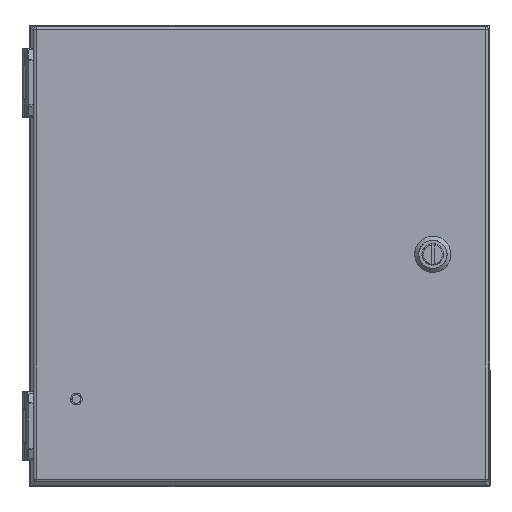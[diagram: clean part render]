
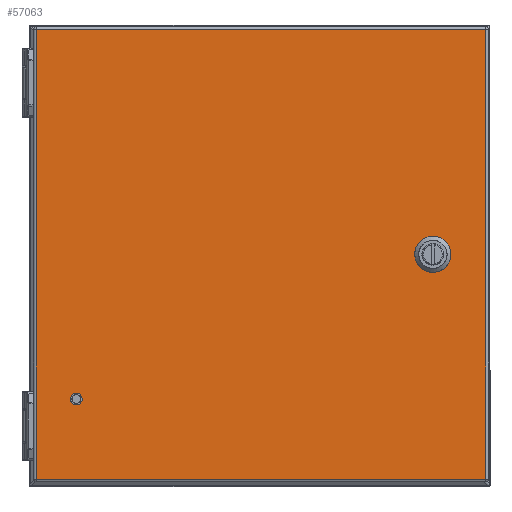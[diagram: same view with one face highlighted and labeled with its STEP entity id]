
A CAD part, top view. The second image highlights one B-rep face of the part: STEP entity #57063.
In plain terms, the highlighted planar face has unit normal (0, 0, 1).
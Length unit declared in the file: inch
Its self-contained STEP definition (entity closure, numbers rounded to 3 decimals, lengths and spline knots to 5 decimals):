
#201 = FACE_BOUND ( 'NONE', #25501, .T. ) ;
#588 = CARTESIAN_POINT ( 'NONE',  ( 3.8399, -0.30753, 6.18453 ) ) ;
#1488 = LINE ( 'NONE', #26648, #59594 ) ;
#1620 = DIRECTION ( 'NONE',  ( 1., 0., 0. ) ) ;
#2003 = EDGE_CURVE ( 'NONE', #11763, #20966, #42947, .T. ) ;
#2688 = VERTEX_POINT ( 'NONE', #52727 ) ;
#5233 = EDGE_CURVE ( 'NONE', #11763, #41958, #19177, .T. ) ;
#5457 = ORIENTED_EDGE ( 'NONE', *, *, #38936, .T. ) ;
#5530 = LINE ( 'NONE', #41167, #36441 ) ;
#5713 = VECTOR ( 'NONE', #62480, 39.37008 ) ;
#6144 = FACE_BOUND ( 'NONE', #35339, .T. ) ;
#7261 = CARTESIAN_POINT ( 'NONE',  ( 4.05899, 0.08845, 6.18453 ) ) ;
#7296 = CARTESIAN_POINT ( 'NONE',  ( -4.9107, 4.91016, 6.18453 ) ) ;
#7517 = ORIENTED_EDGE ( 'NONE', *, *, #32407, .T. ) ;
#8757 = DIRECTION ( 'NONE',  ( -0.707, -0.707, 0. ) ) ;
#9483 = CARTESIAN_POINT ( 'NONE',  ( 4.90945, 4.91016, 6.18453 ) ) ;
#10410 = CARTESIAN_POINT ( 'NONE',  ( 3.44392, 0.08845, 6.18453 ) ) ;
#11763 = VERTEX_POINT ( 'NONE', #12496 ) ;
#11825 = VECTOR ( 'NONE', #55866, 39.37008 ) ;
#12496 = CARTESIAN_POINT ( 'NONE',  ( 3.66301, -0.30753, 6.18453 ) ) ;
#14151 = CARTESIAN_POINT ( 'NONE',  ( -4.9107, -4.97, 6.18453 ) ) ;
#15318 = CARTESIAN_POINT ( 'NONE',  ( -4.9707, 4.91016, 6.18453 ) ) ;
#15557 = EDGE_CURVE ( 'NONE', #55966, #20966, #53922, .T. ) ;
#16747 = CARTESIAN_POINT ( 'NONE',  ( 4.05899, -0.08845, 6.18453 ) ) ;
#17209 = VERTEX_POINT ( 'NONE', #9483 ) ;
#17325 = ORIENTED_EDGE ( 'NONE', *, *, #38989, .T. ) ;
#18548 = EDGE_CURVE ( 'NONE', #28377, #28377, #24692, .T. ) ;
#18969 = VERTEX_POINT ( 'NONE', #33446 ) ;
#19177 = LINE ( 'NONE', #39257, #21573 ) ;
#19715 = FACE_OUTER_BOUND ( 'NONE', #39923, .T. ) ;
#20966 = VERTEX_POINT ( 'NONE', #588 ) ;
#20989 = EDGE_CURVE ( 'NONE', #18969, #24384, #5530, .T. ) ;
#21059 = ORIENTED_EDGE ( 'NONE', *, *, #48864, .F. ) ;
#21533 = DIRECTION ( 'NONE',  ( 0., 0., 1. ) ) ;
#21573 = VECTOR ( 'NONE', #59467, 39.37008 ) ;
#21734 = CARTESIAN_POINT ( 'NONE',  ( 3.75145, 0., 6.18453 ) ) ;
#22060 = DIRECTION ( 'NONE',  ( 0., 0., 1. ) ) ;
#22353 = CARTESIAN_POINT ( 'NONE',  ( 0.99945, 0., 6.18453 ) ) ;
#23305 = CARTESIAN_POINT ( 'NONE',  ( 4.90945, -4.91, 6.18453 ) ) ;
#23358 = ORIENTED_EDGE ( 'NONE', *, *, #47154, .F. ) ;
#23784 = ORIENTED_EDGE ( 'NONE', *, *, #59276, .T. ) ;
#24384 = VERTEX_POINT ( 'NONE', #23305 ) ;
#24692 = CIRCLE ( 'NONE', #26784, 0.09805 ) ;
#25501 = EDGE_LOOP ( 'NONE', ( #50260, #23784, #21059, #7517, #23358, #58674, #31552, #50868 ) ) ;
#25965 = DIRECTION ( 'NONE',  ( 1., 0., 0. ) ) ;
#25971 = CIRCLE ( 'NONE', #64890, 0.32 ) ;
#26648 = CARTESIAN_POINT ( 'NONE',  ( 2.17746, -1.17801, 6.18453 ) ) ;
#26784 = AXIS2_PLACEMENT_3D ( 'NONE', #50297, #46312, #25965 ) ;
#27115 = CARTESIAN_POINT ( 'NONE',  ( 2.57344, 1.57399, 6.18453 ) ) ;
#27361 = DIRECTION ( 'NONE',  ( 1., 0., 0. ) ) ;
#27941 = VECTOR ( 'NONE', #59403, 39.37008 ) ;
#28054 = CARTESIAN_POINT ( 'NONE',  ( -3.93765, -3.16, 6.18453 ) ) ;
#28377 = VERTEX_POINT ( 'NONE', #28054 ) ;
#28703 = CARTESIAN_POINT ( 'NONE',  ( 3.8399, 0.30753, 6.18453 ) ) ;
#28725 = AXIS2_PLACEMENT_3D ( 'NONE', #22353, #37490, #62607 ) ;
#31552 = ORIENTED_EDGE ( 'NONE', *, *, #2003, .F. ) ;
#32407 = EDGE_CURVE ( 'NONE', #62448, #62991, #33348, .T. ) ;
#33012 = CARTESIAN_POINT ( 'NONE',  ( 3.75145, 0., 6.18453 ) ) ;
#33348 = LINE ( 'NONE', #27115, #50262 ) ;
#33446 = CARTESIAN_POINT ( 'NONE',  ( -4.9107, -4.91, 6.18453 ) ) ;
#33964 = ORIENTED_EDGE ( 'NONE', *, *, #20989, .T. ) ;
#34006 = DIRECTION ( 'NONE',  ( 0., 0., 1. ) ) ;
#34160 = CIRCLE ( 'NONE', #43609, 0.32 ) ;
#35339 = EDGE_LOOP ( 'NONE', ( #52799 ) ) ;
#36153 = AXIS2_PLACEMENT_3D ( 'NONE', #21734, #22060, #27361 ) ;
#36441 = VECTOR ( 'NONE', #45444, 39.37008 ) ;
#37369 = LINE ( 'NONE', #54073, #27941 ) ;
#37490 = DIRECTION ( 'NONE',  ( 0., 0., 1. ) ) ;
#38936 = EDGE_CURVE ( 'NONE', #60504, #18969, #49100, .T. ) ;
#38989 = EDGE_CURVE ( 'NONE', #24384, #17209, #37369, .T. ) ;
#39257 = CARTESIAN_POINT ( 'NONE',  ( 2.17746, 1.17801, 6.18453 ) ) ;
#39793 = PLANE ( 'NONE',  #28725 ) ;
#39923 = EDGE_LOOP ( 'NONE', ( #17325, #46889, #5457, #33964 ) ) ;
#41167 = CARTESIAN_POINT ( 'NONE',  ( 4.96945, -4.91, 6.18453 ) ) ;
#41958 = VERTEX_POINT ( 'NONE', #54726 ) ;
#42947 = CIRCLE ( 'NONE', #56674, 0.32 ) ;
#43609 = AXIS2_PLACEMENT_3D ( 'NONE', #48470, #34006, #63702 ) ;
#45444 = DIRECTION ( 'NONE',  ( 1., 0., 0. ) ) ;
#46312 = DIRECTION ( 'NONE',  ( 0., 0., 1. ) ) ;
#46532 = DIRECTION ( 'NONE',  ( 1., 0., 0. ) ) ;
#46889 = ORIENTED_EDGE ( 'NONE', *, *, #56225, .T. ) ;
#47154 = EDGE_CURVE ( 'NONE', #55966, #62991, #49820, .T. ) ;
#48277 = VERTEX_POINT ( 'NONE', #10410 ) ;
#48470 = CARTESIAN_POINT ( 'NONE',  ( 3.75145, 0., 6.18453 ) ) ;
#48864 = EDGE_CURVE ( 'NONE', #62448, #2688, #34160, .T. ) ;
#49100 = LINE ( 'NONE', #14151, #5713 ) ;
#49820 = CIRCLE ( 'NONE', #36153, 0.32 ) ;
#50260 = ORIENTED_EDGE ( 'NONE', *, *, #65105, .F. ) ;
#50262 = VECTOR ( 'NONE', #58068, 39.37008 ) ;
#50297 = CARTESIAN_POINT ( 'NONE',  ( -4.0357, -3.16, 6.18453 ) ) ;
#50868 = ORIENTED_EDGE ( 'NONE', *, *, #5233, .T. ) ;
#50970 = DIRECTION ( 'NONE',  ( 0.707, 0.707, 0. ) ) ;
#52185 = VECTOR ( 'NONE', #8757, 39.37008 ) ;
#52727 = CARTESIAN_POINT ( 'NONE',  ( 3.66301, 0.30753, 6.18453 ) ) ;
#52799 = ORIENTED_EDGE ( 'NONE', *, *, #18548, .F. ) ;
#53055 = DIRECTION ( 'NONE',  ( 0., 0., 1. ) ) ;
#53922 = LINE ( 'NONE', #59894, #52185 ) ;
#54073 = CARTESIAN_POINT ( 'NONE',  ( 4.90945, 4.97016, 6.18453 ) ) ;
#54726 = CARTESIAN_POINT ( 'NONE',  ( 3.44392, -0.08845, 6.18453 ) ) ;
#55866 = DIRECTION ( 'NONE',  ( -1., 0., 0. ) ) ;
#55966 = VERTEX_POINT ( 'NONE', #16747 ) ;
#56225 = EDGE_CURVE ( 'NONE', #17209, #60504, #56515, .T. ) ;
#56515 = LINE ( 'NONE', #15318, #11825 ) ;
#56674 = AXIS2_PLACEMENT_3D ( 'NONE', #33012, #53055, #1620 ) ;
#57063 = ADVANCED_FACE ( 'NONE', ( #201, #6144, #19715 ), #39793, .T. ) ;
#58068 = DIRECTION ( 'NONE',  ( 0.707, -0.707, 0. ) ) ;
#58674 = ORIENTED_EDGE ( 'NONE', *, *, #15557, .T. ) ;
#59276 = EDGE_CURVE ( 'NONE', #48277, #2688, #1488, .T. ) ;
#59403 = DIRECTION ( 'NONE',  ( 0., 1., 0. ) ) ;
#59467 = DIRECTION ( 'NONE',  ( -0.707, 0.707, 0. ) ) ;
#59594 = VECTOR ( 'NONE', #50970, 39.37008 ) ;
#59894 = CARTESIAN_POINT ( 'NONE',  ( 2.57344, -1.57399, 6.18453 ) ) ;
#60504 = VERTEX_POINT ( 'NONE', #7296 ) ;
#62423 = CARTESIAN_POINT ( 'NONE',  ( 3.75145, 0., 6.18453 ) ) ;
#62448 = VERTEX_POINT ( 'NONE', #28703 ) ;
#62480 = DIRECTION ( 'NONE',  ( 0., -1., 0. ) ) ;
#62607 = DIRECTION ( 'NONE',  ( 1., 0., 0. ) ) ;
#62991 = VERTEX_POINT ( 'NONE', #7261 ) ;
#63702 = DIRECTION ( 'NONE',  ( 1., 0., 0. ) ) ;
#64890 = AXIS2_PLACEMENT_3D ( 'NONE', #62423, #21533, #46532 ) ;
#65105 = EDGE_CURVE ( 'NONE', #48277, #41958, #25971, .T. ) ;
